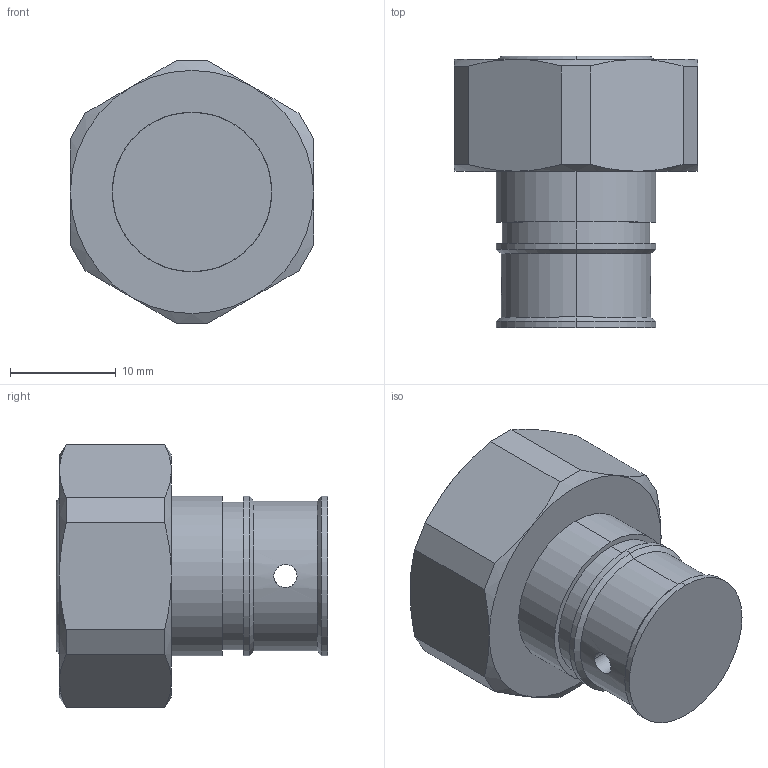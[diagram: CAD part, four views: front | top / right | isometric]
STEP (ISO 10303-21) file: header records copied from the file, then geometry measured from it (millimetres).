
FILE_DESCRIPTION((''),'2;1');
FILE_NAME('1','2021-08-26T',('Administrator'),(''),'PRO/ENGINEER BY PARAMETRIC TECHNOLOGY CORPORATION, 2012090','PRO/ENGINEER BY PARAMETRIC TECHNOLOGY CORPORATION, 2012090','');
FILE_SCHEMA(('CONFIG_CONTROL_DESIGN'));
Length unit declared in the file: millimetre
Products named in the file (1): 1
Bounding box: 23.03 x 25.7 x 25 mm (x, y, z)
Volume: 5542.9 mm3; surface area: 3985.6 mm2
Topology: 1 solids, 1 shells, 110 faces, 242 edges, 148 vertices
Faces by surface type: cylinder 43, plane 31, cone 26, torus 6, bspline 4
Entity records: 4340 total; most frequent: CARTESIAN_POINT 1937, DIRECTION 487, ORIENTED_EDGE 484, EDGE_CURVE 242, AXIS2_PLACEMENT_3D 205, VERTEX_POINT 148, EDGE_LOOP 126, FACE_OUTER_BOUND 110
